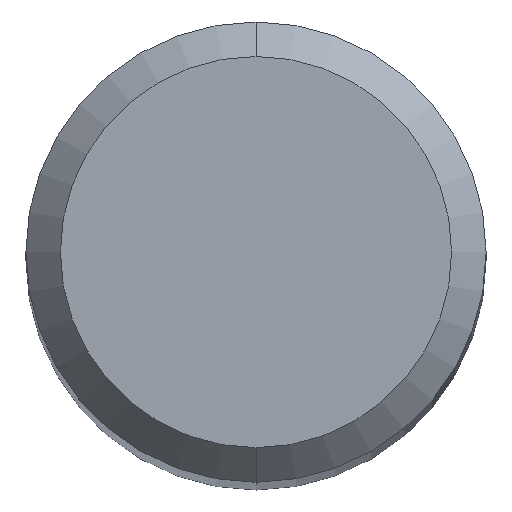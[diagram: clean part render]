
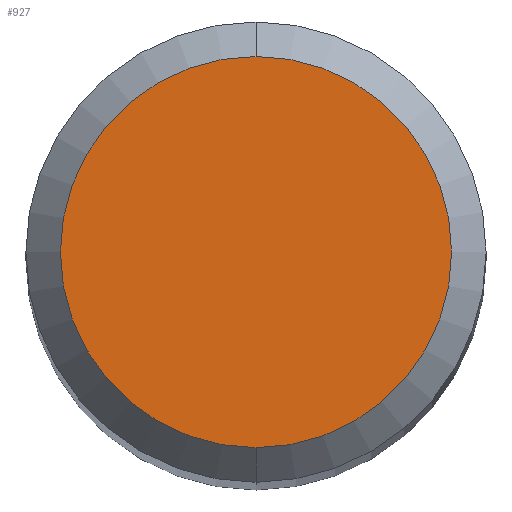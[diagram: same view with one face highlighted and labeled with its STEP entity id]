
A CAD part, top view. The second image highlights one B-rep face of the part: STEP entity #927.
In plain terms, the highlighted planar face has unit normal (0, 0, 1).
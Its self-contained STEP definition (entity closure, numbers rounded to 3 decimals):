
#525=EDGE_CURVE('',#663,#883,#1221,.T.);
#663=VERTEX_POINT('',#1373);
#883=VERTEX_POINT('',#1613);
#927=ADVANCED_FACE('',(#1660),#1661,.T.);
#1005=EDGE_CURVE('',#883,#663,#1743,.T.);
#1221=CIRCLE('',#2369,1.7);
#1373=CARTESIAN_POINT('',(0.0,1.7,0.0));
#1613=CARTESIAN_POINT('',(0.,-1.7,0.0));
#1660=FACE_OUTER_BOUND('',#4511,.T.);
#1661=PLANE('',#4512);
#1743=CIRCLE('',#4853,1.7);
#2369=AXIS2_PLACEMENT_3D('',#5152,#5153,#5154);
#4511=EDGE_LOOP('',(#5584,#5585));
#4512=AXIS2_PLACEMENT_3D('',#5586,#5587,#5588);
#4853=AXIS2_PLACEMENT_3D('',#5658,#5659,#5660);
#5152=CARTESIAN_POINT('',(0.0,0.0,0.0));
#5153=DIRECTION('',(0.0,0.0,-1.0));
#5154=DIRECTION('',(0.0,1.0,0.0));
#5584=ORIENTED_EDGE('',*,*,#525,.F.);
#5585=ORIENTED_EDGE('',*,*,#1005,.F.);
#5586=CARTESIAN_POINT('',(0.0,0.85,0.0));
#5587=DIRECTION('',(-0.0,0.0,1.0));
#5588=DIRECTION('',(0.0,-1.0,0.0));
#5658=CARTESIAN_POINT('',(0.0,0.0,0.0));
#5659=DIRECTION('',(0.0,0.0,-1.0));
#5660=DIRECTION('',(0.0,1.0,0.0));
